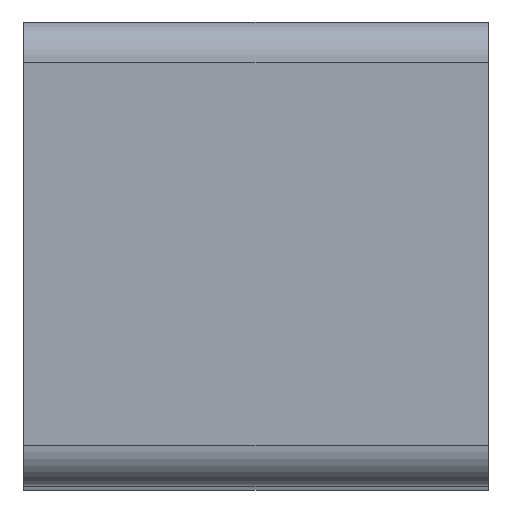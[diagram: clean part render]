
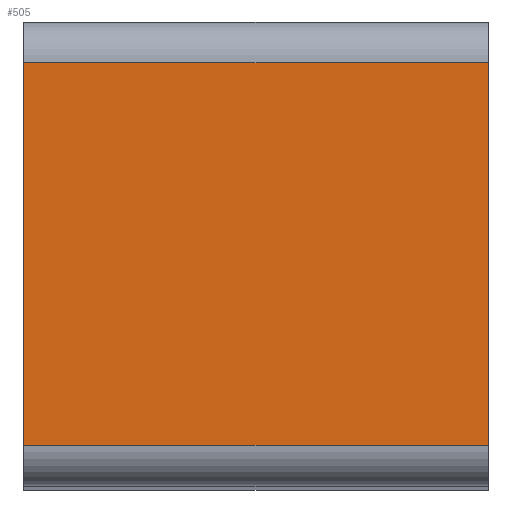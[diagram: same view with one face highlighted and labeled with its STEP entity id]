
A CAD part, top view. The second image highlights one B-rep face of the part: STEP entity #505.
In plain terms, the highlighted planar face has unit normal (0, 0, 1).
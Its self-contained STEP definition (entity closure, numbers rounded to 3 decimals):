
#148=CARTESIAN_POINT('',(-20.0,-16.5,100.0));
#149=VERTEX_POINT('',#148);
#157=CARTESIAN_POINT('',(-20.0,16.5,100.0));
#158=VERTEX_POINT('',#157);
#159=CARTESIAN_POINT('',(-20.0,-16.5,100.0));
#160=DIRECTION('',(0.0,1.0,0.0));
#161=VECTOR('',#160,33.0);
#162=LINE('',#159,#161);
#163=EDGE_CURVE('',#149,#158,#162,.T.);
#338=CARTESIAN_POINT('',(20.0,16.5,100.0));
#339=VERTEX_POINT('',#338);
#347=CARTESIAN_POINT('',(20.0,-16.5,100.0));
#348=VERTEX_POINT('',#347);
#349=CARTESIAN_POINT('',(20.0,16.5,100.0));
#350=DIRECTION('',(0.0,-1.0,0.0));
#351=VECTOR('',#350,33.0);
#352=LINE('',#349,#351);
#353=EDGE_CURVE('',#339,#348,#352,.T.);
#480=CARTESIAN_POINT('',(20.0,-16.5,100.0));
#481=DIRECTION('',(-1.0,0.0,0.0));
#482=VECTOR('',#481,40.0);
#483=LINE('',#480,#482);
#484=EDGE_CURVE('',#348,#149,#483,.T.);
#489=CARTESIAN_POINT('',(0.0,0.,100.0));
#490=DIRECTION('',(0.0,0.0,1.0));
#491=DIRECTION('',(1.0,0.0,0.0));
#492=AXIS2_PLACEMENT_3D('',#489,#490,#491);
#493=PLANE('',#492);
#494=ORIENTED_EDGE('',*,*,#484,.F.);
#495=ORIENTED_EDGE('',*,*,#353,.F.);
#496=CARTESIAN_POINT('',(-20.0,16.5,100.0));
#497=DIRECTION('',(1.0,0.0,0.0));
#498=VECTOR('',#497,40.0);
#499=LINE('',#496,#498);
#500=EDGE_CURVE('',#158,#339,#499,.T.);
#501=ORIENTED_EDGE('',*,*,#500,.F.);
#502=ORIENTED_EDGE('',*,*,#163,.F.);
#503=EDGE_LOOP('',(#494,#495,#501,#502));
#504=FACE_OUTER_BOUND('',#503,.T.);
#505=ADVANCED_FACE('',(#504),#493,.T.);
